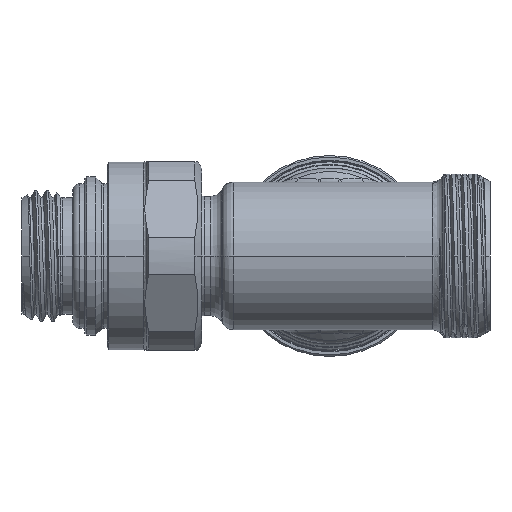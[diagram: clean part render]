
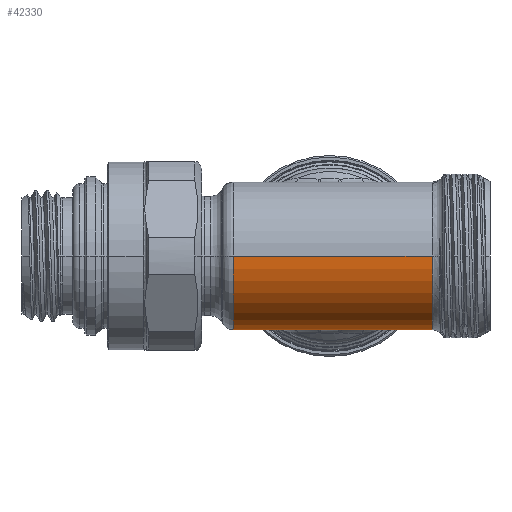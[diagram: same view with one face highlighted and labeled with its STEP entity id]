
A CAD part, left-side view. The second image highlights one B-rep face of the part: STEP entity #42330.
In plain terms, the highlighted cylindrical face has radius 11.75 mm (diameter 23.5 mm), a partial arc.
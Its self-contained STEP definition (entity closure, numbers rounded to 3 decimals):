
#11370=CARTESIAN_POINT('',(-25.,-16.282,0.));
#11371=DIRECTION('',(0.,1.,0.));
#11372=DIRECTION('',(1.,0.,0.));
#11373=AXIS2_PLACEMENT_3D('',#11370,#11371,#11372);
#12667=DIRECTION('',(0.,-1.,0.));
#12668=VECTOR('',#12667,0.595);
#12669=CARTESIAN_POINT('',(-13.25,15.345,0.));
#12670=LINE('',#12669,#12668);
#12671=DIRECTION('',(0.,-1.,0.));
#12672=VECTOR('',#12671,31.627);
#12673=CARTESIAN_POINT('',(-36.75,15.345,0.));
#12674=LINE('',#12673,#12672);
#12675=DIRECTION('',(0.,1.,0.));
#12676=VECTOR('',#12675,1.532);
#12677=CARTESIAN_POINT('',(-13.25,-16.282,0.));
#12678=LINE('',#12677,#12676);
#12752=CARTESIAN_POINT('',(-13.25,14.75,0.));
#12753=CARTESIAN_POINT('',(-13.25,14.75,
-0.15));
#12754=CARTESIAN_POINT('',(-13.256,14.743,
-0.451));
#12755=CARTESIAN_POINT('',(-13.282,14.71,
-0.903));
#12756=CARTESIAN_POINT('',(-13.326,14.655,
-1.357));
#12757=CARTESIAN_POINT('',(-13.388,14.577,
-1.813));
#12758=CARTESIAN_POINT('',(-13.468,14.476,
-2.271));
#12759=CARTESIAN_POINT('',(-13.569,14.35,
-2.732));
#12760=CARTESIAN_POINT('',(-13.69,14.198,
-3.196));
#12761=CARTESIAN_POINT('',(-13.832,14.019,
-3.664));
#12762=CARTESIAN_POINT('',(-13.998,13.811,
-4.135));
#12763=CARTESIAN_POINT('',(-14.188,13.573,
-4.609));
#12764=CARTESIAN_POINT('',(-14.404,13.302,
-5.087));
#12765=CARTESIAN_POINT('',(-14.648,12.995,
-5.567));
#12766=CARTESIAN_POINT('',(-14.921,12.652,
-6.049));
#12767=CARTESIAN_POINT('',(-15.226,12.269,
-6.531));
#12768=CARTESIAN_POINT('',(-15.565,11.844,
-7.012));
#12769=CARTESIAN_POINT('',(-15.939,11.375,
-7.489));
#12770=CARTESIAN_POINT('',(-16.35,10.859,
-7.96));
#12771=CARTESIAN_POINT('',(-16.799,10.295,
-8.423));
#12772=CARTESIAN_POINT('',(-17.288,9.681,
-8.873));
#12773=CARTESIAN_POINT('',(-17.817,9.017,
-9.308));
#12774=CARTESIAN_POINT('',(-18.387,8.301,
-9.721));
#12775=CARTESIAN_POINT('',(-18.998,7.535,
-10.11));
#12776=CARTESIAN_POINT('',(-19.647,6.72,
-10.469));
#12777=CARTESIAN_POINT('',(-20.333,5.859,
-10.792));
#12778=CARTESIAN_POINT('',(-21.053,4.954,
-11.077));
#12779=CARTESIAN_POINT('',(-21.804,4.013,
-11.316));
#12780=CARTESIAN_POINT('',(-22.579,3.039,
-11.507));
#12781=CARTESIAN_POINT('',(-23.375,2.04,
-11.646));
#12782=CARTESIAN_POINT('',(-24.184,1.024,
-11.731));
#12783=CARTESIAN_POINT('',(-24.727,0.342,-11.75));
#12784=CARTESIAN_POINT('',(-25.,0.,-11.75));
#12901=CARTESIAN_POINT('',(-25.,0.,-11.75));
#12935=CARTESIAN_POINT('',(-25.,0.,-11.75));
#12936=CARTESIAN_POINT('',(-24.727,-0.342,-11.75));
#12937=CARTESIAN_POINT('',(-24.184,-1.024,
-11.731));
#12938=CARTESIAN_POINT('',(-23.375,-2.04,
-11.646));
#12939=CARTESIAN_POINT('',(-22.579,-3.039,
-11.507));
#12940=CARTESIAN_POINT('',(-21.804,-4.013,
-11.316));
#12941=CARTESIAN_POINT('',(-21.053,-4.954,
-11.077));
#12942=CARTESIAN_POINT('',(-20.333,-5.859,
-10.792));
#12943=CARTESIAN_POINT('',(-19.647,-6.72,
-10.469));
#12944=CARTESIAN_POINT('',(-18.998,-7.535,
-10.11));
#12945=CARTESIAN_POINT('',(-18.387,-8.301,
-9.721));
#12946=CARTESIAN_POINT('',(-17.817,-9.017,
-9.308));
#12947=CARTESIAN_POINT('',(-17.288,-9.681,
-8.873));
#12948=CARTESIAN_POINT('',(-16.799,-10.295,
-8.423));
#12949=CARTESIAN_POINT('',(-16.35,-10.859,
-7.96));
#12950=CARTESIAN_POINT('',(-15.939,-11.375,
-7.489));
#12951=CARTESIAN_POINT('',(-15.565,-11.844,
-7.012));
#12952=CARTESIAN_POINT('',(-15.226,-12.269,
-6.531));
#12953=CARTESIAN_POINT('',(-14.921,-12.652,
-6.049));
#12954=CARTESIAN_POINT('',(-14.648,-12.995,
-5.567));
#12955=CARTESIAN_POINT('',(-14.404,-13.302,
-5.087));
#12956=CARTESIAN_POINT('',(-14.188,-13.573,
-4.609));
#12957=CARTESIAN_POINT('',(-13.998,-13.811,
-4.135));
#12958=CARTESIAN_POINT('',(-13.832,-14.019,
-3.664));
#12959=CARTESIAN_POINT('',(-13.69,-14.198,
-3.196));
#12960=CARTESIAN_POINT('',(-13.569,-14.35,
-2.732));
#12961=CARTESIAN_POINT('',(-13.468,-14.476,
-2.271));
#12962=CARTESIAN_POINT('',(-13.388,-14.577,
-1.813));
#12963=CARTESIAN_POINT('',(-13.326,-14.655,
-1.357));
#12964=CARTESIAN_POINT('',(-13.282,-14.71,
-0.903));
#12965=CARTESIAN_POINT('',(-13.256,-14.743,
-0.451));
#12966=CARTESIAN_POINT('',(-13.25,-14.75,
-0.15));
#12967=CARTESIAN_POINT('',(-13.25,-14.75,0.));
#15915=CARTESIAN_POINT('',(-25.,15.345,0.));
#15916=DIRECTION('',(0.,1.,0.));
#15917=DIRECTION('',(1.,0.,0.));
#15918=AXIS2_PLACEMENT_3D('',#15915,#15916,#15917);
#25679=CARTESIAN_POINT('',(-13.25,15.345,0.));
#25680=CARTESIAN_POINT('',(-13.25,14.75,0.));
#25681=VERTEX_POINT('',#25679);
#25682=VERTEX_POINT('',#25680);
#25683=CARTESIAN_POINT('',(-13.25,-16.282,0.));
#25684=CARTESIAN_POINT('',(-13.25,-14.75,0.));
#25685=VERTEX_POINT('',#25683);
#25686=VERTEX_POINT('',#25684);
#25748=VERTEX_POINT('',#12901);
#26222=CARTESIAN_POINT('',(-36.75,15.345,0.));
#26223=CARTESIAN_POINT('',(-36.75,-16.282,0.));
#26224=VERTEX_POINT('',#26222);
#26225=VERTEX_POINT('',#26223);
#42310=CARTESIAN_POINT('',(-25.,-38.771,0.));
#42311=DIRECTION('',(0.,1.,0.));
#42312=DIRECTION('',(-1.,0.,0.));
#42313=AXIS2_PLACEMENT_3D('',#42310,#42311,#42312);
#42314=CYLINDRICAL_SURFACE('',#42313,11.75);
#42316=ORIENTED_EDGE('',*,*,#42315,.F.);
#42318=ORIENTED_EDGE('',*,*,#42317,.T.);
#42320=ORIENTED_EDGE('',*,*,#42319,.T.);
#42321=ORIENTED_EDGE('',*,*,#41097,.F.);
#42323=ORIENTED_EDGE('',*,*,#42322,.T.);
#42325=ORIENTED_EDGE('',*,*,#42324,.F.);
#42327=ORIENTED_EDGE('',*,*,#42326,.F.);
#42328=EDGE_LOOP('',(#42316,#42318,#42320,#42321,#42323,#42325,#42327));
#42329=FACE_OUTER_BOUND('',#42328,.F.);
#42330=ADVANCED_FACE('',(#42329),#42314,.T.);
#11374=CIRCLE('',#11373,11.75);
#12785=B_SPLINE_CURVE_WITH_KNOTS('',3,(#12752,#12753,#12754,#12755,#12756,
#12757,#12758,#12759,#12760,#12761,#12762,#12763,#12764,#12765,#12766,#12767,
#12768,#12769,#12770,#12771,#12772,#12773,#12774,#12775,#12776,#12777,#12778,
#12779,#12780,#12781,#12782,#12783,#12784),.UNSPECIFIED.,.F.,.F.,(4,1,1,1,1,1,1,
1,1,1,1,1,1,1,1,1,1,1,1,1,1,1,1,1,1,1,1,1,1,1,4),(0.,0.033,
0.067,0.1,0.133,0.167,0.2,
0.233,0.267,0.3,0.333,0.367,
0.4,0.433,0.467,0.5,0.533,
0.567,0.6,0.633,0.667,0.7,
0.733,0.767,0.8,0.833,0.867,
0.9,0.933,0.967,1.),.UNSPECIFIED.);
#12968=B_SPLINE_CURVE_WITH_KNOTS('',3,(#12935,#12936,#12937,#12938,#12939,
#12940,#12941,#12942,#12943,#12944,#12945,#12946,#12947,#12948,#12949,#12950,
#12951,#12952,#12953,#12954,#12955,#12956,#12957,#12958,#12959,#12960,#12961,
#12962,#12963,#12964,#12965,#12966,#12967),.UNSPECIFIED.,.F.,.F.,(4,1,1,1,1,1,1,
1,1,1,1,1,1,1,1,1,1,1,1,1,1,1,1,1,1,1,1,1,1,1,4),(0.,0.033,
0.067,0.1,0.133,0.167,0.2,
0.233,0.267,0.3,0.333,0.367,
0.4,0.433,0.467,0.5,0.533,
0.567,0.6,0.633,0.667,0.7,
0.733,0.767,0.8,0.833,0.867,
0.9,0.933,0.967,1.),.UNSPECIFIED.);
#15919=CIRCLE('',#15918,11.75);
#41097=EDGE_CURVE('',#25685,#26225,#11374,.T.);
#42315=EDGE_CURVE('',#25681,#25682,#12670,.T.);
#42317=EDGE_CURVE('',#25681,#26224,#15919,.T.);
#42319=EDGE_CURVE('',#26224,#26225,#12674,.T.);
#42322=EDGE_CURVE('',#25685,#25686,#12678,.T.);
#42324=EDGE_CURVE('',#25748,#25686,#12968,.T.);
#42326=EDGE_CURVE('',#25682,#25748,#12785,.T.);
